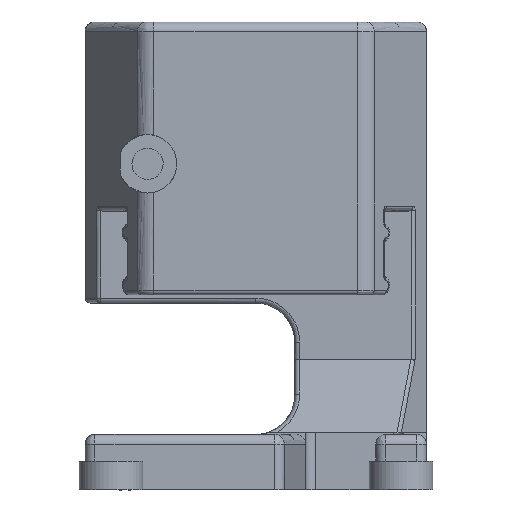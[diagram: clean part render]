
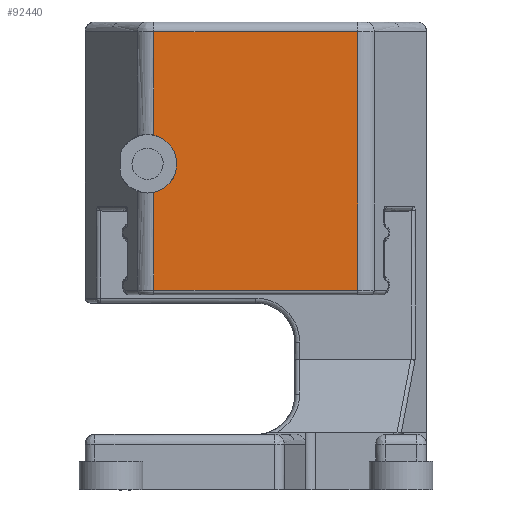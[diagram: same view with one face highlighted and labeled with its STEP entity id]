
A CAD part, front view. The second image highlights one B-rep face of the part: STEP entity #92440.
In plain terms, the highlighted free-form (B-spline) face has degree [1, 1] with [2, 2] control points.
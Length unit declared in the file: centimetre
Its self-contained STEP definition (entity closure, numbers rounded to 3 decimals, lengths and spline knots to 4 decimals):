
#86810 = CARTESIAN_POINT ('', (198.9595, -147., 12.));
#86820 = VERTEX_POINT ('', #86810);
#87160 = CARTESIAN_POINT ('', (178.0404, -147., 12.));
#87170 = VERTEX_POINT ('', #87160);
#87180 = CARTESIAN_POINT ('', (178.0404, -147., 12.));
#87190 = CARTESIAN_POINT ('', (198.9595, -147., 12.));
#87200 = (
   BOUNDED_CURVE ()
   B_SPLINE_CURVE (1, (#87180, #87190), .UNSPECIFIED., .F., .U.)
   B_SPLINE_CURVE_WITH_KNOTS ((2, 2), (0., 20.9191), .UNSPECIFIED.)
   CURVE ()
   GEOMETRIC_REPRESENTATION_ITEM ()
   RATIONAL_B_SPLINE_CURVE ((1., 1.))
   REPRESENTATION_ITEM ('')
);
#87210 = EDGE_CURVE ('', #87170, #86820, #87200, .T.);
#91820 = CARTESIAN_POINT ('', (198.9595, -147., -14.5));
#91830 = VERTEX_POINT ('', #91820);
#91840 = CARTESIAN_POINT ('', (198.9595, -147., 12.));
#91850 = CARTESIAN_POINT ('', (198.9595, -147., -14.5));
#91860 = (
   BOUNDED_CURVE ()
   B_SPLINE_CURVE (1, (#91840, #91850), .UNSPECIFIED., .F., .U.)
   B_SPLINE_CURVE_WITH_KNOTS ((2, 2), (15., 41.5), .UNSPECIFIED.)
   CURVE ()
   GEOMETRIC_REPRESENTATION_ITEM ()
   RATIONAL_B_SPLINE_CURVE ((1., 1.))
   REPRESENTATION_ITEM ('')
);
#91870 = EDGE_CURVE ('', #86820, #91830, #91860, .T.);
#92060 = ORIENTED_EDGE ('', *, *, #87210, .F.);
#92070 = CARTESIAN_POINT ('', (178.0404, -147., 1.3893));
#92080 = VERTEX_POINT ('', #92070);
#92090 = CARTESIAN_POINT ('', (178.0404, -147., 12.));
#92100 = CARTESIAN_POINT ('', (178.0404, -147., 1.3893));
#92110 = (
   BOUNDED_CURVE ()
   B_SPLINE_CURVE (1, (#92090, #92100), .UNSPECIFIED., .F., .U.)
   B_SPLINE_CURVE_WITH_KNOTS ((2, 2), (15., 25.6107), .UNSPECIFIED.)
   CURVE ()
   GEOMETRIC_REPRESENTATION_ITEM ()
   RATIONAL_B_SPLINE_CURVE ((1., 1.))
   REPRESENTATION_ITEM ('')
);
#92120 = EDGE_CURVE ('', #87170, #92080, #92110, .T.);
#92130 = ORIENTED_EDGE ('', *, *, #92120, .T.);
#92140 = CARTESIAN_POINT ('', (178.0404, -147., -4.4724));
#92150 = VERTEX_POINT ('', #92140);
#92160 = CARTESIAN_POINT ('', (178.0404, -147., -4.4724));
#92170 = CARTESIAN_POINT ('', (180.4, -147., -3.9569));
#92180 = CARTESIAN_POINT ('', (180.4, -147., -1.5416));
#92190 = CARTESIAN_POINT ('', (180.4, -147., 0.8737));
#92200 = CARTESIAN_POINT ('', (178.0404, -147., 1.3893));
#92210 = (
   BOUNDED_CURVE ()
   B_SPLINE_CURVE (2, (#92160, #92170, #92180, #92190, #92200), .UNSPECIFIED., .F., .U.)
   B_SPLINE_CURVE_WITH_KNOTS ((3, 2, 3), (0.0365, 0.25, 0.4635), .UNSPECIFIED.)
   CURVE ()
   GEOMETRIC_REPRESENTATION_ITEM ()
   RATIONAL_B_SPLINE_CURVE ((0.927, 0.75, 1., 0.75, 0.927))
   REPRESENTATION_ITEM ('')
);
#92220 = EDGE_CURVE ('', #92150, #92080, #92210, .T.);
#92230 = ORIENTED_EDGE ('', *, *, #92220, .F.);
#92240 = CARTESIAN_POINT ('', (178.0404, -147., -14.5));
#92250 = VERTEX_POINT ('', #92240);
#92260 = CARTESIAN_POINT ('', (178.0404, -147., -4.4724));
#92270 = CARTESIAN_POINT ('', (178.0404, -147., -14.5));
#92280 = (
   BOUNDED_CURVE ()
   B_SPLINE_CURVE (1, (#92260, #92270), .UNSPECIFIED., .F., .U.)
   B_SPLINE_CURVE_WITH_KNOTS ((2, 2), (31.4724, 41.5), .UNSPECIFIED.)
   CURVE ()
   GEOMETRIC_REPRESENTATION_ITEM ()
   RATIONAL_B_SPLINE_CURVE ((1., 1.))
   REPRESENTATION_ITEM ('')
);
#92290 = EDGE_CURVE ('', #92150, #92250, #92280, .T.);
#92300 = ORIENTED_EDGE ('', *, *, #92290, .T.);
#92310 = CARTESIAN_POINT ('', (198.9595, -147., -14.5));
#92320 = CARTESIAN_POINT ('', (178.0404, -147., -14.5));
#92330 = (
   BOUNDED_CURVE ()
   B_SPLINE_CURVE (1, (#92310, #92320), .UNSPECIFIED., .F., .U.)
   B_SPLINE_CURVE_WITH_KNOTS ((2, 2), (0., 20.9191), .UNSPECIFIED.)
   CURVE ()
   GEOMETRIC_REPRESENTATION_ITEM ()
   RATIONAL_B_SPLINE_CURVE ((1., 1.))
   REPRESENTATION_ITEM ('')
);
#92340 = EDGE_CURVE ('', #91830, #92250, #92330, .T.);
#92350 = ORIENTED_EDGE ('', *, *, #92340, .F.);
#92360 = ORIENTED_EDGE ('', *, *, #91870, .F.);
#92370 = EDGE_LOOP ('', (#92060, #92130, #92230, #92300, #92350, #92360));
#92380 = FACE_OUTER_BOUND ('', #92370, .T.);
#92390 = CARTESIAN_POINT ('', (132.2139, -147., -71.1278));
#92400 = CARTESIAN_POINT ('', (132.2139, -147., 43.9113));
#92410 = CARTESIAN_POINT ('', (247.253, -147., -71.1278));
#92420 = CARTESIAN_POINT ('', (247.253, -147., 43.9113));
#92430 = B_SPLINE_SURFACE_WITH_KNOTS ('', 1, 1, ((#92390, #92400), (#92410, #92420)), .UNSPECIFIED., .F., .F., .U., (2, 2), (2, 2), (0., 1.), (0., 1.), .UNSPECIFIED.);
#92440 = ADVANCED_FACE ('', (#92380), #92430, .T.);
